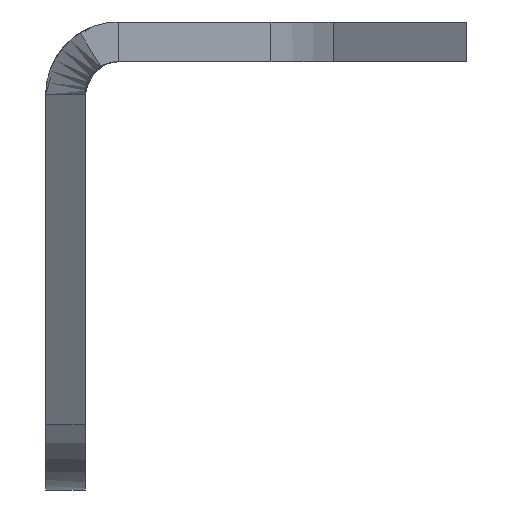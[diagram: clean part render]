
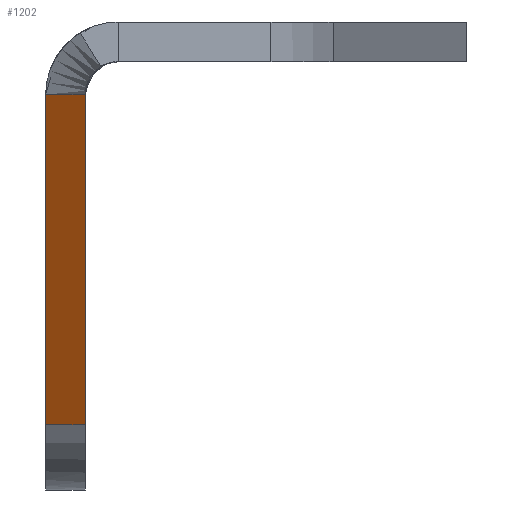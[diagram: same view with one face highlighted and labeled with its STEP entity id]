
A CAD part, left-side view. The second image highlights one B-rep face of the part: STEP entity #1202.
In plain terms, the highlighted free-form (B-spline) face has degree [1, 1] with [2, 2] control points.
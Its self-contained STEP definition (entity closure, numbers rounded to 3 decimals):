
#41 = B_SPLINE_CURVE_WITH_KNOTS ( 'NONE', 3,
 ( #331, #1306, #752, #196 ),
 .UNSPECIFIED., .F., .F.,
 ( 4, 4 ),
 ( 0., 1. ),
 .UNSPECIFIED. ) ;
#58 = B_SPLINE_CURVE_WITH_KNOTS ( 'NONE', 1,
 ( #859, #1300 ),
 .UNSPECIFIED., .F., .F.,
 ( 2, 2 ),
 ( 0., 1. ),
 .UNSPECIFIED. ) ;
#81 = FACE_OUTER_BOUND ( 'NONE', #742, .T. ) ;
#94 = CARTESIAN_POINT ( 'NONE',  ( 137.826, 126.405, -5. ) ) ;
#100 = CARTESIAN_POINT ( 'NONE',  ( 137.826, 126.405, -5. ) ) ;
#101 = ORIENTED_EDGE ( 'NONE', *, *, #1124, .T. ) ;
#118 = CARTESIAN_POINT ( 'NONE',  ( 137.826, 120.405, -5. ) ) ;
#196 = CARTESIAN_POINT ( 'NONE',  ( 167.234, 120.405, -54.994 ) ) ;
#226 = B_SPLINE_CURVE_WITH_KNOTS ( 'NONE', 1,
 ( #530, #311 ),
 .UNSPECIFIED., .F., .F.,
 ( 2, 2 ),
 ( 0., 1. ),
 .UNSPECIFIED. ) ;
#299 = CARTESIAN_POINT ( 'NONE',  ( 167.234, 126.405, -54.994 ) ) ;
#311 = CARTESIAN_POINT ( 'NONE',  ( 167.234, 126.405, -54.994 ) ) ;
#331 = CARTESIAN_POINT ( 'NONE',  ( 137.826, 120.405, -5. ) ) ;
#354 = CARTESIAN_POINT ( 'NONE',  ( 137.826, 120.405, -5. ) ) ;
#472 = VERTEX_POINT ( 'NONE', #950 ) ;
#488 = EDGE_CURVE ( 'NONE', #1331, #1316, #226, .T. ) ;
#530 = CARTESIAN_POINT ( 'NONE',  ( 137.826, 126.405, -5. ) ) ;
#593 = CARTESIAN_POINT ( 'NONE',  ( 167.234, 120.405, -54.994 ) ) ;
#631 = B_SPLINE_SURFACE_WITH_KNOTS ( 'NONE', 1, 1, ( 
 ( #1294, #299 ),
 ( #118, #100 ) ),
 .UNSPECIFIED., .F., .F., .F.,
 ( 2, 2 ),
 ( 2, 2 ),
 ( 0., 1. ),
 ( 0., 1. ),
 .UNSPECIFIED. ) ;
#742 = EDGE_LOOP ( 'NONE', ( #101, #1381, #1087, #1128 ) ) ;
#748 = CARTESIAN_POINT ( 'NONE',  ( 167.234, 126.405, -54.994 ) ) ;
#752 = CARTESIAN_POINT ( 'NONE',  ( 157.431, 120.405, -38.33 ) ) ;
#780 = VERTEX_POINT ( 'NONE', #354 ) ;
#807 = B_SPLINE_CURVE_WITH_KNOTS ( 'NONE', 1,
 ( #1011, #593 ),
 .UNSPECIFIED., .F., .F.,
 ( 2, 2 ),
 ( 0., 1. ),
 .UNSPECIFIED. ) ;
#859 = CARTESIAN_POINT ( 'NONE',  ( 137.826, 120.405, -5. ) ) ;
#950 = CARTESIAN_POINT ( 'NONE',  ( 167.234, 120.405, -54.994 ) ) ;
#1011 = CARTESIAN_POINT ( 'NONE',  ( 167.234, 126.405, -54.994 ) ) ;
#1087 = ORIENTED_EDGE ( 'NONE', *, *, #1318, .T. ) ;
#1124 = EDGE_CURVE ( 'NONE', #1316, #472, #807, .T. ) ;
#1128 = ORIENTED_EDGE ( 'NONE', *, *, #488, .T. ) ;
#1202 = ADVANCED_FACE ( 'NONE', ( #81 ), #631, .T. ) ;
#1294 = CARTESIAN_POINT ( 'NONE',  ( 167.234, 120.405, -54.994 ) ) ;
#1300 = CARTESIAN_POINT ( 'NONE',  ( 137.826, 126.405, -5. ) ) ;
#1306 = CARTESIAN_POINT ( 'NONE',  ( 147.629, 120.405, -21.665 ) ) ;
#1316 = VERTEX_POINT ( 'NONE', #748 ) ;
#1318 = EDGE_CURVE ( 'NONE', #780, #1331, #58, .T. ) ;
#1331 = VERTEX_POINT ( 'NONE', #94 ) ;
#1334 = EDGE_CURVE ( 'NONE', #780, #472, #41, .T. ) ;
#1381 = ORIENTED_EDGE ( 'NONE', *, *, #1334, .F. ) ;
